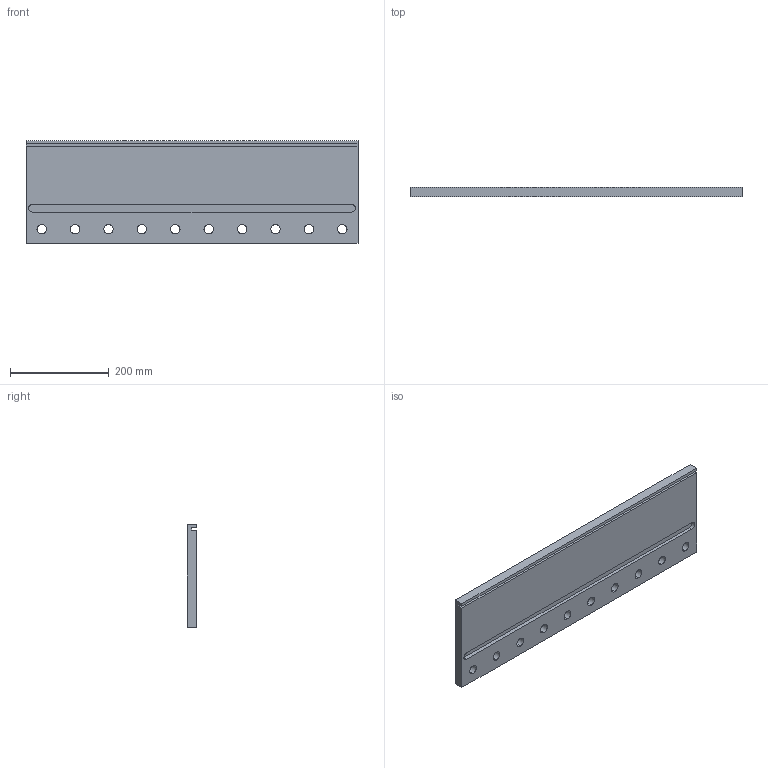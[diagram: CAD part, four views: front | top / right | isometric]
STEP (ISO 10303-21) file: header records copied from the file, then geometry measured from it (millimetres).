
FILE_DESCRIPTION (( 'STEP AP214' ), '1' );
FILE_NAME ('Top.STEP', '2020-02-13T22:52:34', ( '' ), ( '' ), 'SwSTEP 2.0', 'SolidWorks 2019', '' );
FILE_SCHEMA (( 'AUTOMOTIVE_DESIGN' ));
Length unit declared in the file: inch
Products named in the file (1): Top
Bounding box: 673.1 x 19.05 x 208.03 mm (x, y, z)
Volume: 2496648.6 mm3; surface area: 343553.7 mm2
Topology: 1 solids, 1 shells, 35 faces, 96 edges, 64 vertices
Faces by surface type: cylinder 22, plane 13
Entity records: 1214 total; most frequent: DIRECTION 212, CARTESIAN_POINT 196, ORIENTED_EDGE 192, EDGE_CURVE 96, AXIS2_PLACEMENT_3D 80, VERTEX_POINT 64, EDGE_LOOP 56, VECTOR 52
